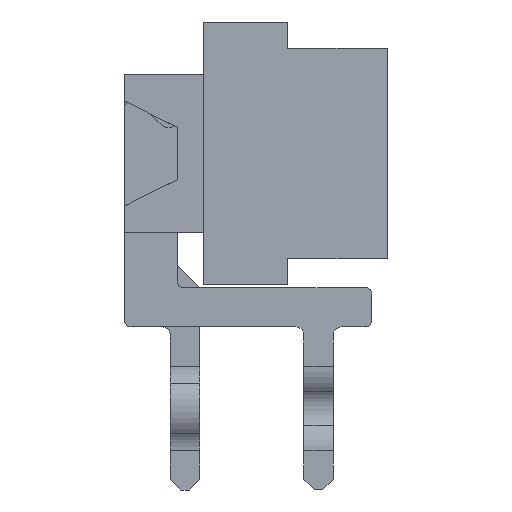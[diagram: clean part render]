
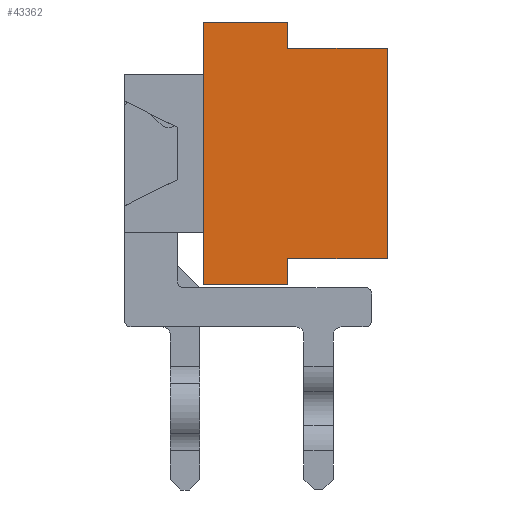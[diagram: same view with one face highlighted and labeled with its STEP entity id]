
A CAD part, front view. The second image highlights one B-rep face of the part: STEP entity #43362.
In plain terms, the highlighted face is planar.
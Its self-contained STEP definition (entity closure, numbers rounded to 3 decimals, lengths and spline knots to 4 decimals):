
#1007=PLANE('',#47103);
#5048=LINE('',#69439,#10158);
#5054=LINE('',#69452,#10164);
#5058=LINE('',#69457,#10168);
#5089=LINE('',#69520,#10199);
#5090=LINE('',#69523,#10200);
#5091=LINE('',#69525,#10201);
#5092=LINE('',#69526,#10202);
#5093=LINE('',#69528,#10203);
#10158=VECTOR('',#56959,1000.);
#10164=VECTOR('',#56967,1000.);
#10168=VECTOR('',#56973,1000.);
#10199=VECTOR('',#57020,1000.);
#10200=VECTOR('',#57021,1000.);
#10201=VECTOR('',#57022,1000.);
#10202=VECTOR('',#57023,1000.);
#10203=VECTOR('',#57024,1000.);
#20918=ORIENTED_EDGE('',*,*,#29393,.T.);
#20919=ORIENTED_EDGE('',*,*,#29394,.F.);
#20920=ORIENTED_EDGE('',*,*,#29395,.F.);
#20921=ORIENTED_EDGE('',*,*,#29352,.F.);
#20922=ORIENTED_EDGE('',*,*,#29362,.F.);
#20923=ORIENTED_EDGE('',*,*,#29358,.T.);
#20924=ORIENTED_EDGE('',*,*,#29396,.F.);
#20925=ORIENTED_EDGE('',*,*,#29397,.T.);
#29352=EDGE_CURVE('',#34269,#34270,#5048,.T.);
#29358=EDGE_CURVE('',#34272,#34275,#5054,.T.);
#29362=EDGE_CURVE('',#34272,#34269,#5058,.T.);
#29393=EDGE_CURVE('',#34300,#34301,#5089,.T.);
#29394=EDGE_CURVE('',#34302,#34301,#5090,.T.);
#29395=EDGE_CURVE('',#34270,#34302,#5091,.T.);
#29396=EDGE_CURVE('',#34303,#34275,#5092,.T.);
#29397=EDGE_CURVE('',#34303,#34300,#5093,.T.);
#34269=VERTEX_POINT('',#69438);
#34270=VERTEX_POINT('',#69440);
#34272=VERTEX_POINT('',#69445);
#34275=VERTEX_POINT('',#69451);
#34300=VERTEX_POINT('',#69521);
#34301=VERTEX_POINT('',#69522);
#34302=VERTEX_POINT('',#69524);
#34303=VERTEX_POINT('',#69527);
#38130=EDGE_LOOP('',(#20918,#20919,#20920,#20921,#20922,#20923,#20924,#20925));
#40424=FACE_BOUND('',#38130,.T.);
#43362=ADVANCED_FACE('',(#40424),#1007,.F.);
#47103=AXIS2_PLACEMENT_3D('',#69519,#57018,#57019);
#56959=DIRECTION('',(0.,0.,-1.));
#56967=DIRECTION('',(0.,0.,-1.));
#56973=DIRECTION('',(0.,1.,0.));
#57018=DIRECTION('',(-1.,0.,0.));
#57019=DIRECTION('',(0.,0.,1.));
#57020=DIRECTION('',(0.,1.,0.));
#57021=DIRECTION('',(0.,0.,-1.));
#57022=DIRECTION('',(0.,1.,0.));
#57023=DIRECTION('',(0.,1.,0.));
#57024=DIRECTION('',(0.,0.,-1.));
#69438=CARTESIAN_POINT('',(17.54,2.,3.5));
#69439=CARTESIAN_POINT('',(17.54,2.,3.5));
#69440=CARTESIAN_POINT('',(17.54,2.,1.6));
#69445=CARTESIAN_POINT('',(17.54,-2.,3.5));
#69451=CARTESIAN_POINT('',(17.54,-2.,1.6));
#69452=CARTESIAN_POINT('',(17.54,-2.,3.5));
#69457=CARTESIAN_POINT('',(17.54,-2.,3.5));
#69519=CARTESIAN_POINT('',(17.54,-2.5,1.6));
#69520=CARTESIAN_POINT('',(17.54,-2.5,0.));
#69521=CARTESIAN_POINT('',(17.54,-2.5,0.));
#69522=CARTESIAN_POINT('',(17.54,2.5,0.));
#69523=CARTESIAN_POINT('',(17.54,2.5,1.6));
#69524=CARTESIAN_POINT('',(17.54,2.5,1.6));
#69525=CARTESIAN_POINT('',(17.54,-2.5,1.6));
#69526=CARTESIAN_POINT('',(17.54,-2.5,1.6));
#69527=CARTESIAN_POINT('',(17.54,-2.5,1.6));
#69528=CARTESIAN_POINT('',(17.54,-2.5,1.6));
